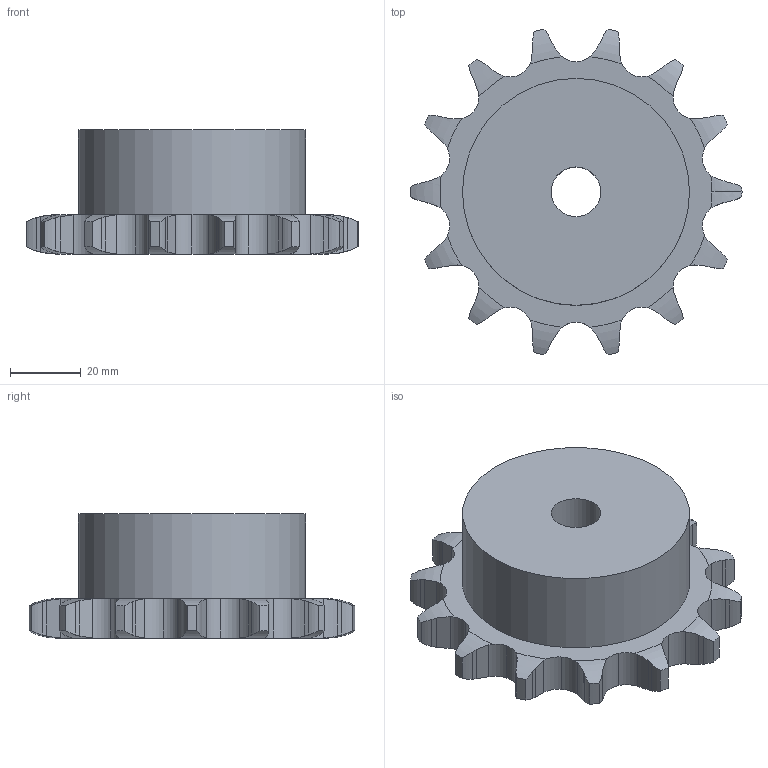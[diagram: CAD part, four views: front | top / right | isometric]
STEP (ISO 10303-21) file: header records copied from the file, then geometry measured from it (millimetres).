
FILE_DESCRIPTION(('FreeCAD Model'),'2;1');
FILE_NAME('Open CASCADE Shape Model','2021-05-30T10:05:40',('FreeCAD'),( 'FreeCAD'),'Open CASCADE STEP processor 7.4','FreeCAD','Unknown');
FILE_SCHEMA(('AUTOMOTIVE_DESIGN { 1 0 10303 214 1 1 1 1 }'));
Length unit declared in the file: millimetre
Products named in the file (1): Open CASCADE STEP translator 7.4 7
Bounding box: 93.6 x 91.83 x 35 mm (x, y, z)
Volume: 128385.1 mm3; surface area: 20626.7 mm2
Topology: 1 solids, 1 shells, 163 faces, 476 edges, 317 vertices
Faces by surface type: cylinder 101, plane 32, torus 30
Full cylindrical faces by diameter (mm): 14 x1, 64 x1
Entity records: 14478 total; most frequent: CARTESIAN_POINT 6385, DIRECTION 1120, ORIENTED_EDGE 952, PCURVE 952, DEFINITIONAL_REPRESENTATION 952, B_SPLINE_CURVE_WITH_KNOTS 672, LINE 541, VECTOR 541
